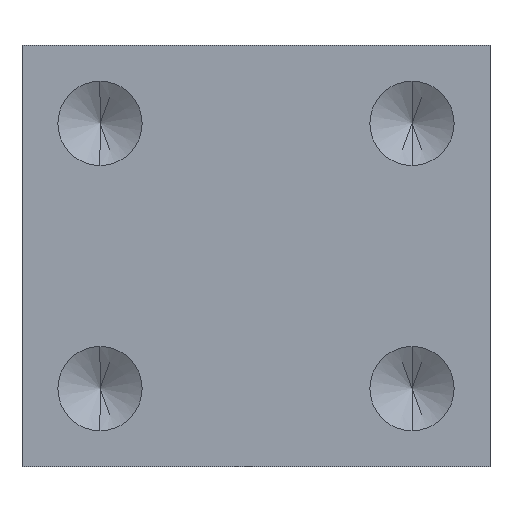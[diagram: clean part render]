
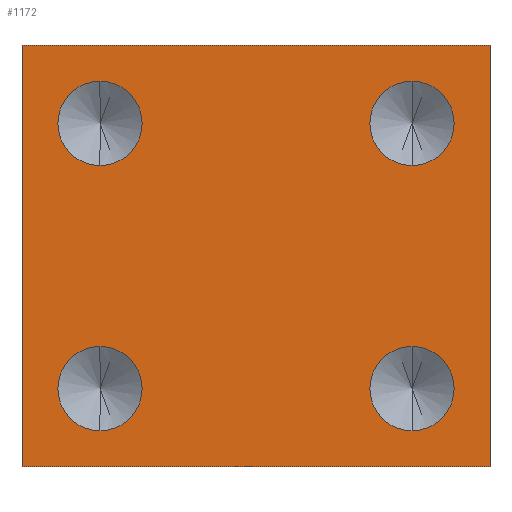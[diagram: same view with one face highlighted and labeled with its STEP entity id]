
A CAD part, left-side view. The second image highlights one B-rep face of the part: STEP entity #1172.
In plain terms, the highlighted planar face has unit normal (-1, 0, 0).
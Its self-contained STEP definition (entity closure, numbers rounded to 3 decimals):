
#40 = VERTEX_POINT ( 'NONE', #351 ) ;
#41 = VERTEX_POINT ( 'NONE', #360 ) ;
#44 = EDGE_CURVE ( 'NONE', #41, #40, #346, .T. ) ;
#50 = CIRCLE ( 'NONE', #155, 1.35 ) ;
#51 = DIRECTION ( 'NONE',  ( 0., 0., 1. ) ) ;
#65 = CIRCLE ( 'NONE', #728, 1.35 ) ;
#67 = DIRECTION ( 'NONE',  ( -1., 0., 0. ) ) ;
#68 = CARTESIAN_POINT ( 'NONE',  ( -10., -5., 2.5 ) ) ;
#115 = VERTEX_POINT ( 'NONE', #419 ) ;
#122 = EDGE_CURVE ( 'NONE', #128, #115, #467, .T. ) ;
#128 = VERTEX_POINT ( 'NONE', #462 ) ;
#134 = EDGE_CURVE ( 'NONE', #143, #136, #455, .T. ) ;
#136 = VERTEX_POINT ( 'NONE', #503 ) ;
#143 = VERTEX_POINT ( 'NONE', #509 ) ;
#155 = AXIS2_PLACEMENT_3D ( 'NONE', #68, #67, #51 ) ;
#190 = EDGE_CURVE ( 'NONE', #210, #195, #557, .T. ) ;
#195 = VERTEX_POINT ( 'NONE', #600 ) ;
#210 = VERTEX_POINT ( 'NONE', #578 ) ;
#222 = VERTEX_POINT ( 'NONE', #614 ) ;
#224 = EDGE_CURVE ( 'NONE', #1135, #222, #609, .T. ) ;
#341 = DIRECTION ( 'NONE',  ( 0., 0., -1. ) ) ;
#342 = VECTOR ( 'NONE', #341, 1000. ) ;
#343 = CARTESIAN_POINT ( 'NONE',  ( -10., 7.5, 13.5 ) ) ;
#346 = LINE ( 'NONE', #343, #342 ) ;
#351 = CARTESIAN_POINT ( 'NONE',  ( -10., 7.5, 0. ) ) ;
#360 = CARTESIAN_POINT ( 'NONE',  ( -10., 7.5, 13.5 ) ) ;
#419 = CARTESIAN_POINT ( 'NONE',  ( -10., -5., 3.85 ) ) ;
#431 = CARTESIAN_POINT ( 'NONE',  ( -10., -5., 2.5 ) ) ;
#452 = CARTESIAN_POINT ( 'NONE',  ( -10., 5., 2.5 ) ) ;
#455 = CIRCLE ( 'NONE', #507, 1.35 ) ;
#462 = CARTESIAN_POINT ( 'NONE',  ( -10., -5., 1.15 ) ) ;
#463 = DIRECTION ( 'NONE',  ( 0., 0., 1. ) ) ;
#464 = DIRECTION ( 'NONE',  ( -1., 0., 0. ) ) ;
#467 = CIRCLE ( 'NONE', #474, 1.35 ) ;
#474 = AXIS2_PLACEMENT_3D ( 'NONE', #431, #464, #463 ) ;
#503 = CARTESIAN_POINT ( 'NONE',  ( -10., 5., 3.85 ) ) ;
#505 = DIRECTION ( 'NONE',  ( 0., 0., 1. ) ) ;
#506 = DIRECTION ( 'NONE',  ( -1., 0., 0. ) ) ;
#507 = AXIS2_PLACEMENT_3D ( 'NONE', #452, #506, #505 ) ;
#509 = CARTESIAN_POINT ( 'NONE',  ( -10., 5., 1.15 ) ) ;
#546 = CARTESIAN_POINT ( 'NONE',  ( -10., -5., 11. ) ) ;
#550 = AXIS2_PLACEMENT_3D ( 'NONE', #546, #593, #592 ) ;
#557 = CIRCLE ( 'NONE', #550, 1.35 ) ;
#578 = CARTESIAN_POINT ( 'NONE',  ( -10., -5., 9.65 ) ) ;
#592 = DIRECTION ( 'NONE',  ( 0., 0., 1. ) ) ;
#593 = DIRECTION ( 'NONE',  ( -1., 0., 0. ) ) ;
#600 = CARTESIAN_POINT ( 'NONE',  ( -10., -5., 12.35 ) ) ;
#605 = DIRECTION ( 'NONE',  ( 0., 0., 1. ) ) ;
#606 = DIRECTION ( 'NONE',  ( -1., 0., 0. ) ) ;
#607 = CARTESIAN_POINT ( 'NONE',  ( -10., 5., 11. ) ) ;
#608 = AXIS2_PLACEMENT_3D ( 'NONE', #607, #606, #605 ) ;
#609 = CIRCLE ( 'NONE', #608, 1.35 ) ;
#614 = CARTESIAN_POINT ( 'NONE',  ( -10., 5., 12.35 ) ) ;
#689 = VECTOR ( 'NONE', #741, 1000. ) ;
#690 = CARTESIAN_POINT ( 'NONE',  ( -10., -7.5, 13.5 ) ) ;
#691 = LINE ( 'NONE', #690, #689 ) ;
#692 = CARTESIAN_POINT ( 'NONE',  ( -10., -7.5, 13.5 ) ) ;
#693 = DIRECTION ( 'NONE',  ( 0., -1., 0. ) ) ;
#694 = VECTOR ( 'NONE', #693, 1000. ) ;
#695 = CARTESIAN_POINT ( 'NONE',  ( -10., 7.5, 13.5 ) ) ;
#696 = LINE ( 'NONE', #695, #694 ) ;
#719 = DIRECTION ( 'NONE',  ( 0., 0., 1. ) ) ;
#720 = DIRECTION ( 'NONE',  ( -1., 0., 0. ) ) ;
#728 = AXIS2_PLACEMENT_3D ( 'NONE', #732, #720, #719 ) ;
#732 = CARTESIAN_POINT ( 'NONE',  ( -10., 5., 11. ) ) ;
#741 = DIRECTION ( 'NONE',  ( 0., 0., -1. ) ) ;
#912 = CIRCLE ( 'NONE', #961, 1.35 ) ;
#913 = PLANE ( 'NONE',  #968 ) ;
#915 = FACE_BOUND ( 'NONE', #1181, .T. ) ;
#943 = CARTESIAN_POINT ( 'NONE',  ( -10., 5., 9.65 ) ) ;
#947 = DIRECTION ( 'NONE',  ( 0., 0., -1. ) ) ;
#949 = CARTESIAN_POINT ( 'NONE',  ( -10., -7.5, 0. ) ) ;
#951 = DIRECTION ( 'NONE',  ( 1., 0., 0. ) ) ;
#952 = DIRECTION ( 'NONE',  ( 0., -1., 0. ) ) ;
#953 = VECTOR ( 'NONE', #952, 1000. ) ;
#954 = FACE_BOUND ( 'NONE', #1167, .T. ) ;
#955 = CARTESIAN_POINT ( 'NONE',  ( -10., 7.5, 13.5 ) ) ;
#956 = FACE_BOUND ( 'NONE', #1176, .T. ) ;
#957 = CARTESIAN_POINT ( 'NONE',  ( -10., 7.5, 0. ) ) ;
#958 = LINE ( 'NONE', #957, #953 ) ;
#959 = DIRECTION ( 'NONE',  ( 0., 0., 1. ) ) ;
#960 = DIRECTION ( 'NONE',  ( -1., 0., 0. ) ) ;
#961 = AXIS2_PLACEMENT_3D ( 'NONE', #966, #960, #959 ) ;
#962 = FACE_OUTER_BOUND ( 'NONE', #1174, .T. ) ;
#966 = CARTESIAN_POINT ( 'NONE',  ( -10., 5., 2.5 ) ) ;
#967 = FACE_BOUND ( 'NONE', #1169, .T. ) ;
#968 = AXIS2_PLACEMENT_3D ( 'NONE', #955, #951, #947 ) ;
#988 = DIRECTION ( 'NONE',  ( 0., 0., 1. ) ) ;
#989 = DIRECTION ( 'NONE',  ( -1., 0., 0. ) ) ;
#990 = CARTESIAN_POINT ( 'NONE',  ( -10., -5., 11. ) ) ;
#995 = CIRCLE ( 'NONE', #1001, 1.35 ) ;
#1001 = AXIS2_PLACEMENT_3D ( 'NONE', #990, #989, #988 ) ;
#1033 = EDGE_CURVE ( 'NONE', #41, #1036, #696, .T. ) ;
#1035 = EDGE_CURVE ( 'NONE', #1036, #1183, #691, .T. ) ;
#1036 = VERTEX_POINT ( 'NONE', #692 ) ;
#1038 = ORIENTED_EDGE ( 'NONE', *, *, #44, .T. ) ;
#1058 = ORIENTED_EDGE ( 'NONE', *, *, #1035, .F. ) ;
#1135 = VERTEX_POINT ( 'NONE', #943 ) ;
#1164 = ORIENTED_EDGE ( 'NONE', *, *, #1177, .F. ) ;
#1165 = EDGE_CURVE ( 'NONE', #136, #143, #912, .T. ) ;
#1167 = EDGE_LOOP ( 'NONE', ( #1175, #1185 ) ) ;
#1168 = ORIENTED_EDGE ( 'NONE', *, *, #1195, .F. ) ;
#1169 = EDGE_LOOP ( 'NONE', ( #1170, #1189 ) ) ;
#1170 = ORIENTED_EDGE ( 'NONE', *, *, #1179, .F. ) ;
#1171 = EDGE_CURVE ( 'NONE', #40, #1183, #958, .T. ) ;
#1172 = ADVANCED_FACE ( 'NONE', ( #956, #954, #967, #915, #962 ), #913, .F. ) ;
#1174 = EDGE_LOOP ( 'NONE', ( #1178, #1058, #1184, #1038 ) ) ;
#1175 = ORIENTED_EDGE ( 'NONE', *, *, #1165, .F. ) ;
#1176 = EDGE_LOOP ( 'NONE', ( #1164, #1194 ) ) ;
#1177 = EDGE_CURVE ( 'NONE', #115, #128, #50, .T. ) ;
#1178 = ORIENTED_EDGE ( 'NONE', *, *, #1171, .T. ) ;
#1179 = EDGE_CURVE ( 'NONE', #222, #1135, #65, .T. ) ;
#1181 = EDGE_LOOP ( 'NONE', ( #1168, #1193 ) ) ;
#1183 = VERTEX_POINT ( 'NONE', #949 ) ;
#1184 = ORIENTED_EDGE ( 'NONE', *, *, #1033, .F. ) ;
#1185 = ORIENTED_EDGE ( 'NONE', *, *, #134, .F. ) ;
#1189 = ORIENTED_EDGE ( 'NONE', *, *, #224, .F. ) ;
#1193 = ORIENTED_EDGE ( 'NONE', *, *, #190, .F. ) ;
#1194 = ORIENTED_EDGE ( 'NONE', *, *, #122, .F. ) ;
#1195 = EDGE_CURVE ( 'NONE', #195, #210, #995, .T. ) ;
